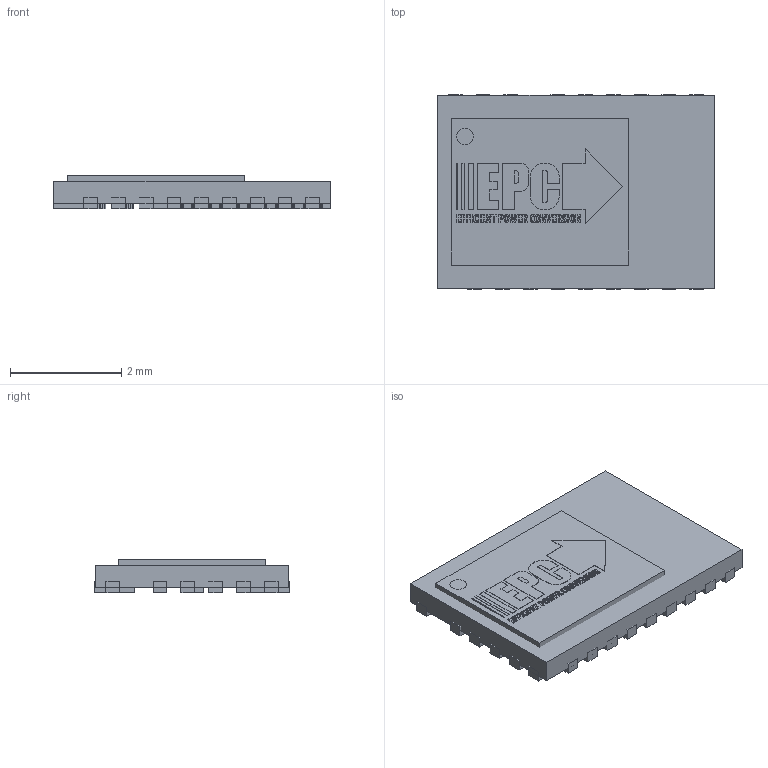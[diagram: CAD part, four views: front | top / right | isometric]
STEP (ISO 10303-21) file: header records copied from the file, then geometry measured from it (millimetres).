
FILE_DESCRIPTION(('FreeCAD Model'),'2;1');
FILE_NAME('Open CASCADE Shape Model','2023-11-29T11:00:00',(''),(''), 'Open CASCADE STEP processor 7.6','FreeCAD','Unknown');
FILE_SCHEMA(('AUTOMOTIVE_DESIGN { 1 0 10303 214 1 1 1 1 }'));
Length unit declared in the file: millimetre
Products named in the file (63): D0727u; EPClogo3mm; Extrude024; Extrude; Extrude001; Extrude002; Extrude003; Extrude004; Extrude005; Extrude006; Extrude007; Extrude008; Extrude009; Extrude010; Extrude011; Extrude012; Extrude013; Extrude014; Extrude015; Extrude016; Extrude017; Extrude018; Extrude019; Extrude020; Extrude021; Extrude022; Extrude023; Green008; Green001; Green002; Green003; Green004; Green005; Green006; Green007; 6752386192; Cylinder; 6752386672; Extruded; 6752386672001 ...
Assembly tree (66 placements, depth 4):
  D0727u
    EPClogo3mm
      Extrude024
        Extrude
        Extrude001
        Extrude002
        Extrude003
        Extrude004
        Extrude005
        Extrude006
        Extrude007
        Extrude008
        Extrude009
        Extrude010
        Extrude011
        Extrude012
        Extrude013
        Extrude014
        Extrude015
        Extrude016
        Extrude017
        Extrude018
        Extrude019
        Extrude020
        Extrude021
        Extrude022
        Extrude023
      Green008
        Green001
        Green002
        Green003
        Green004
        Green005
        Green006
        Green007
    6752386192
      Cylinder
    6752386672
      Extruded
    6752386672001
      Extruded
    6752386912
      Extruded002
    6752698592
      Extruded003
    6752698832
      Extruded004
    6752699392
      Extruded005
    6752699392001
      Extruded005
    6752699392002
      Extruded005
    6752699632
      Extruded008
    6752700032
      Extruded009
    6752700032001
      Extruded009
    6752700272
Bounding box: 5 x 3.5 x 0.61 mm (x, y, z)
Surface area: 88 mm2
Topology: 47 solids, 47 shells, 837 faces, 2229 edges, 1486 vertices
Faces by surface type: plane 580, bspline 152, extrusion 104, cylinder 1
Full cylindrical faces by diameter (mm): 0.3 x1
Entity records: 25234 total; most frequent: CARTESIAN_POINT 6081, ORIENTED_EDGE 4122, DIRECTION 2713, EDGE_CURVE 2061, VECTOR 1541, LINE 1437, VERTEX_POINT 1374, FACE_BOUND 787
